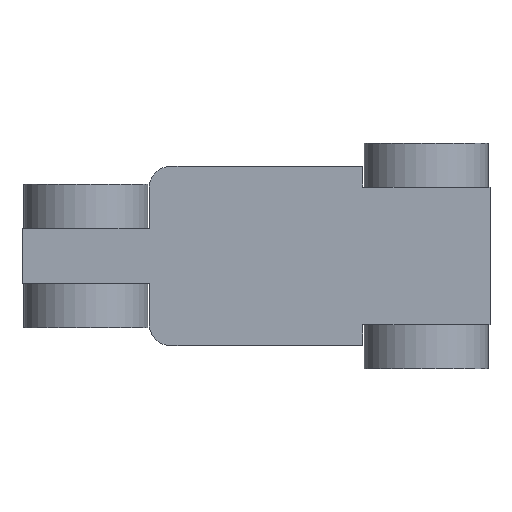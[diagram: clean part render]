
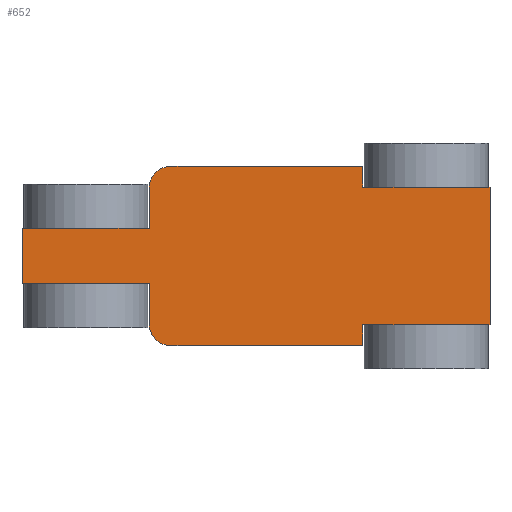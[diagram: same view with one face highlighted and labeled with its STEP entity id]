
A CAD part, top view. The second image highlights one B-rep face of the part: STEP entity #652.
In plain terms, the highlighted planar face has unit normal (0, 0, 1).
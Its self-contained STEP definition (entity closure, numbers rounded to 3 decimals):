
#24=PLANE('',#724);
#60=FACE_OUTER_BOUND('',#98,.T.);
#98=EDGE_LOOP('',(#511,#512,#513,#514,#515,#516,#517,#518,#519,#520,#521,
#522,#523,#524,#525,#526,#527,#528));
#127=LINE('',#977,#201);
#128=LINE('',#980,#202);
#133=LINE('',#989,#207);
#134=LINE('',#992,#208);
#141=LINE('',#1010,#215);
#155=LINE('',#1041,#229);
#157=LINE('',#1045,#231);
#158=LINE('',#1047,#232);
#159=LINE('',#1049,#233);
#160=LINE('',#1050,#234);
#161=LINE('',#1051,#235);
#162=LINE('',#1052,#236);
#163=LINE('',#1054,#237);
#164=LINE('',#1056,#238);
#165=LINE('',#1058,#239);
#166=LINE('',#1059,#240);
#201=VECTOR('',#789,10.);
#202=VECTOR('',#792,10.);
#207=VECTOR('',#799,10.);
#208=VECTOR('',#802,10.);
#215=VECTOR('',#817,10.);
#229=VECTOR('',#841,10.);
#231=VECTOR('',#845,10.);
#232=VECTOR('',#846,10.);
#233=VECTOR('',#847,10.);
#234=VECTOR('',#848,10.);
#235=VECTOR('',#849,10.);
#236=VECTOR('',#850,10.);
#237=VECTOR('',#851,10.);
#238=VECTOR('',#852,10.);
#239=VECTOR('',#853,10.);
#240=VECTOR('',#854,10.);
#279=CIRCLE('',#716,15.);
#282=CIRCLE('',#722,15.);
#294=VERTEX_POINT('',#957);
#298=VERTEX_POINT('',#968);
#300=VERTEX_POINT('',#975);
#301=VERTEX_POINT('',#979);
#304=VERTEX_POINT('',#987);
#305=VERTEX_POINT('',#991);
#307=VERTEX_POINT('',#997);
#308=VERTEX_POINT('',#998);
#312=VERTEX_POINT('',#1008);
#322=VERTEX_POINT('',#1034);
#323=VERTEX_POINT('',#1035);
#324=VERTEX_POINT('',#1040);
#325=VERTEX_POINT('',#1044);
#326=VERTEX_POINT('',#1046);
#327=VERTEX_POINT('',#1048);
#328=VERTEX_POINT('',#1053);
#329=VERTEX_POINT('',#1055);
#330=VERTEX_POINT('',#1057);
#363=EDGE_CURVE('',#294,#300,#127,.T.);
#364=EDGE_CURVE('',#301,#294,#128,.T.);
#369=EDGE_CURVE('',#298,#304,#133,.T.);
#370=EDGE_CURVE('',#305,#298,#134,.T.);
#373=EDGE_CURVE('',#307,#308,#279,.T.);
#379=EDGE_CURVE('',#307,#312,#141,.T.);
#392=EDGE_CURVE('',#322,#323,#282,.T.);
#395=EDGE_CURVE('',#324,#323,#155,.T.);
#397=EDGE_CURVE('',#312,#325,#157,.T.);
#398=EDGE_CURVE('',#325,#326,#158,.T.);
#399=EDGE_CURVE('',#326,#327,#159,.T.);
#400=EDGE_CURVE('',#327,#301,#160,.T.);
#401=EDGE_CURVE('',#300,#324,#161,.T.);
#402=EDGE_CURVE('',#322,#305,#162,.T.);
#403=EDGE_CURVE('',#304,#328,#163,.T.);
#404=EDGE_CURVE('',#328,#329,#164,.T.);
#405=EDGE_CURVE('',#329,#330,#165,.T.);
#406=EDGE_CURVE('',#330,#308,#166,.T.);
#511=ORIENTED_EDGE('',*,*,#373,.F.);
#512=ORIENTED_EDGE('',*,*,#379,.T.);
#513=ORIENTED_EDGE('',*,*,#397,.T.);
#514=ORIENTED_EDGE('',*,*,#398,.T.);
#515=ORIENTED_EDGE('',*,*,#399,.T.);
#516=ORIENTED_EDGE('',*,*,#400,.T.);
#517=ORIENTED_EDGE('',*,*,#364,.T.);
#518=ORIENTED_EDGE('',*,*,#363,.T.);
#519=ORIENTED_EDGE('',*,*,#401,.T.);
#520=ORIENTED_EDGE('',*,*,#395,.T.);
#521=ORIENTED_EDGE('',*,*,#392,.F.);
#522=ORIENTED_EDGE('',*,*,#402,.T.);
#523=ORIENTED_EDGE('',*,*,#370,.T.);
#524=ORIENTED_EDGE('',*,*,#369,.T.);
#525=ORIENTED_EDGE('',*,*,#403,.T.);
#526=ORIENTED_EDGE('',*,*,#404,.T.);
#527=ORIENTED_EDGE('',*,*,#405,.T.);
#528=ORIENTED_EDGE('',*,*,#406,.T.);
#652=ADVANCED_FACE('',(#60),#24,.T.);
#716=AXIS2_PLACEMENT_3D('',#999,#807,#808);
#722=AXIS2_PLACEMENT_3D('',#1036,#835,#836);
#724=AXIS2_PLACEMENT_3D('',#1043,#843,#844);
#789=DIRECTION('',(-1.,0.,0.));
#792=DIRECTION('',(-1.,0.,0.));
#799=DIRECTION('',(-1.,0.,0.));
#802=DIRECTION('',(-1.,0.,0.));
#807=DIRECTION('center_axis',(0.,0.,-1.));
#808=DIRECTION('ref_axis',(-0.707,-0.707,0.));
#817=DIRECTION('',(1.,0.,0.));
#835=DIRECTION('center_axis',(0.,0.,-1.));
#836=DIRECTION('ref_axis',(-0.707,0.707,0.));
#841=DIRECTION('',(-1.,0.,0.));
#843=DIRECTION('center_axis',(0.,0.,1.));
#844=DIRECTION('ref_axis',(1.,0.,0.));
#845=DIRECTION('',(0.,1.,0.));
#846=DIRECTION('',(1.,0.,0.));
#847=DIRECTION('',(1.,0.,0.));
#848=DIRECTION('',(0.,1.,0.));
#849=DIRECTION('',(0.,1.,0.));
#850=DIRECTION('',(0.,-1.,0.));
#851=DIRECTION('',(0.,-1.,0.));
#852=DIRECTION('',(1.,0.,0.));
#853=DIRECTION('',(1.,0.,0.));
#854=DIRECTION('',(0.,-1.,0.));
#957=CARTESIAN_POINT('',(123.75,50.,45.));
#968=CARTESIAN_POINT('',(-123.75,20.,45.));
#975=CARTESIAN_POINT('',(77.5,50.,45.));
#977=CARTESIAN_POINT('',(170.,50.,45.));
#979=CARTESIAN_POINT('',(170.,50.,45.));
#980=CARTESIAN_POINT('',(170.,50.,45.));
#987=CARTESIAN_POINT('',(-170.,20.,45.));
#989=CARTESIAN_POINT('',(-77.5,20.,45.));
#991=CARTESIAN_POINT('',(-77.5,20.,45.));
#992=CARTESIAN_POINT('',(-77.5,20.,45.));
#997=CARTESIAN_POINT('',(-62.5,-65.,45.));
#998=CARTESIAN_POINT('',(-77.5,-50.,45.));
#999=CARTESIAN_POINT('Origin',(-62.5,-50.,45.));
#1008=CARTESIAN_POINT('',(77.5,-65.,45.));
#1010=CARTESIAN_POINT('',(-77.5,-65.,45.));
#1034=CARTESIAN_POINT('',(-77.5,50.,45.));
#1035=CARTESIAN_POINT('',(-62.5,65.,45.));
#1036=CARTESIAN_POINT('Origin',(-62.5,50.,45.));
#1040=CARTESIAN_POINT('',(77.5,65.,45.));
#1041=CARTESIAN_POINT('',(77.5,65.,45.));
#1043=CARTESIAN_POINT('Origin',(0.,0.,45.));
#1044=CARTESIAN_POINT('',(77.5,-50.,45.));
#1045=CARTESIAN_POINT('',(77.5,-65.,45.));
#1046=CARTESIAN_POINT('',(123.75,-50.,45.));
#1047=CARTESIAN_POINT('',(77.5,-50.,45.));
#1048=CARTESIAN_POINT('',(170.,-50.,45.));
#1049=CARTESIAN_POINT('',(77.5,-50.,45.));
#1050=CARTESIAN_POINT('',(170.,-50.,45.));
#1051=CARTESIAN_POINT('',(77.5,50.,45.));
#1052=CARTESIAN_POINT('',(-77.5,65.,45.));
#1053=CARTESIAN_POINT('',(-170.,-20.,45.));
#1054=CARTESIAN_POINT('',(-170.,20.,45.));
#1055=CARTESIAN_POINT('',(-123.75,-20.,45.));
#1056=CARTESIAN_POINT('',(-170.,-20.,45.));
#1057=CARTESIAN_POINT('',(-77.5,-20.,45.));
#1058=CARTESIAN_POINT('',(-170.,-20.,45.));
#1059=CARTESIAN_POINT('',(-77.5,-20.,45.));
